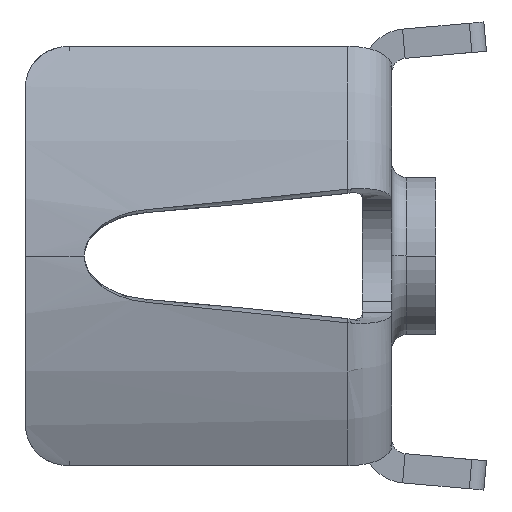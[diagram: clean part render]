
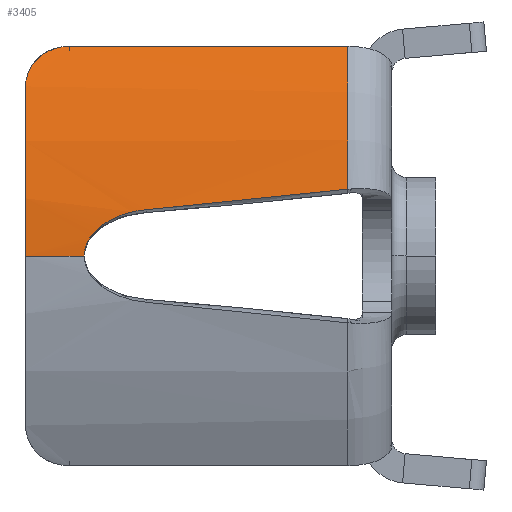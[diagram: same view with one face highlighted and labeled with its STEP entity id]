
A CAD part, front view. The second image highlights one B-rep face of the part: STEP entity #3405.
In plain terms, the highlighted cylindrical face has radius 31.542 mm (diameter 63.083 mm), a partial arc.
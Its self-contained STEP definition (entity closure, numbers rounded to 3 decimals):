
#903=CARTESIAN_POINT('',(-3.,-98.668,4.561));
#921=CARTESIAN_POINT('',(-21.,-99.,0.));
#922=CARTESIAN_POINT('',(-21.,-99.,0.375));
#923=CARTESIAN_POINT('',(-20.788,-98.986,1.128));
#924=CARTESIAN_POINT('',(-19.869,-98.932,2.132));
#925=CARTESIAN_POINT('',(-18.459,-98.87,2.877));
#926=CARTESIAN_POINT('',(-17.312,-98.845,3.12));
#927=CARTESIAN_POINT('',(-16.726,-98.841,3.161));
#929=CARTESIAN_POINT('',(-3.,-67.458,
0.));
#930=DIRECTION('',(1.,0.,0.));
#931=DIRECTION('',(0.,-0.891,0.454));
#932=AXIS2_PLACEMENT_3D('',#929,#930,#931);
#934=CARTESIAN_POINT('',(-3.,-98.668,4.561));
#935=CARTESIAN_POINT('',(-5.28,-98.717,4.226));
#936=CARTESIAN_POINT('',(-9.851,-98.785,3.696));
#937=CARTESIAN_POINT('',(-14.433,-98.825,3.323));
#938=CARTESIAN_POINT('',(-16.726,-98.841,3.161));
#967=DIRECTION('',(-1.,0.,0.));
#968=VECTOR('',#967,19.);
#969=CARTESIAN_POINT('',(-3.,-95.564,14.315));
#970=LINE('',#969,#968);
#989=CARTESIAN_POINT('',(-22.,-95.564,14.315));
#990=CARTESIAN_POINT('',(-22.262,-95.564,14.315));
#991=CARTESIAN_POINT('',(-22.786,-95.596,14.254));
#992=CARTESIAN_POINT('',(-23.519,-95.732,13.983));
#993=CARTESIAN_POINT('',(-24.147,-95.944,13.548));
#994=CARTESIAN_POINT('',(-24.629,-96.209,12.978));
#995=CARTESIAN_POINT('',(-24.931,-96.503,12.308));
#996=CARTESIAN_POINT('',(-25.,-96.702,11.822));
#997=CARTESIAN_POINT('',(-25.,-96.798,11.577));
#999=CARTESIAN_POINT('',(-25.,-67.458,0.));
#1000=DIRECTION('',(1.,0.,0.));
#1001=DIRECTION('',(0.,-0.93,0.367));
#1002=AXIS2_PLACEMENT_3D('',#999,#1000,#1001);
#1082=DIRECTION('',(-1.,0.,0.));
#1083=VECTOR('',#1082,4.);
#1084=CARTESIAN_POINT('',(-21.,-99.,0.));
#1085=LINE('',#1084,#1083);
#1837=VERTEX_POINT('',#903);
#1838=CARTESIAN_POINT('',(-3.,-95.564,
14.315));
#1839=VERTEX_POINT('',#1838);
#1840=VERTEX_POINT('',#921);
#1841=VERTEX_POINT('',#927);
#1842=CARTESIAN_POINT('',(-25.,-99.,0.));
#1843=VERTEX_POINT('',#1842);
#1844=CARTESIAN_POINT('',(-25.,-96.798,11.577));
#1845=VERTEX_POINT('',#1844);
#1846=VERTEX_POINT('',#989);
#3386=CARTESIAN_POINT('',(-1.,-67.458,0.));
#3387=DIRECTION('',(1.,0.,0.));
#3388=DIRECTION('',(0.,0.891,-0.454));
#3389=AXIS2_PLACEMENT_3D('',#3386,#3387,#3388);
#3390=CYLINDRICAL_SURFACE('',#3389,31.542);
#3392=ORIENTED_EDGE('',*,*,#3391,.F.);
#3394=ORIENTED_EDGE('',*,*,#3393,.T.);
#3396=ORIENTED_EDGE('',*,*,#3395,.F.);
#3398=ORIENTED_EDGE('',*,*,#3397,.F.);
#3400=ORIENTED_EDGE('',*,*,#3399,.F.);
#3401=ORIENTED_EDGE('',*,*,#3306,.T.);
#3402=ORIENTED_EDGE('',*,*,#3376,.T.);
#3403=EDGE_LOOP('',(#3392,#3394,#3396,#3398,#3400,#3401,#3402));
#3404=FACE_OUTER_BOUND('',#3403,.F.);
#3405=ADVANCED_FACE('',(#3404),#3390,.T.);
#928=B_SPLINE_CURVE_WITH_KNOTS('',3,(#921,#922,#923,#924,#925,#926,#927),
.UNSPECIFIED.,.F.,.F.,(4,1,1,1,4),(0.,0.25,0.5,0.75,1.),
.UNSPECIFIED.);
#933=CIRCLE('',#932,31.542);
#939=B_SPLINE_CURVE_WITH_KNOTS('',3,(#934,#935,#936,#937,#938),.UNSPECIFIED.,
.F.,.F.,(4,1,4),(0.,0.5,1.),.UNSPECIFIED.);
#998=B_SPLINE_CURVE_WITH_KNOTS('',3,(#989,#990,#991,#992,#993,#994,#995,#996,
#997),.UNSPECIFIED.,.F.,.F.,(4,1,1,1,1,1,4),(0.,0.167,
0.333,0.5,0.667,0.833,1.),
.UNSPECIFIED.);
#1003=CIRCLE('',#1002,31.542);
#3306=EDGE_CURVE('',#1839,#1837,#933,.T.);
#3376=EDGE_CURVE('',#1837,#1841,#939,.T.);
#3391=EDGE_CURVE('',#1840,#1841,#928,.T.);
#3393=EDGE_CURVE('',#1840,#1843,#1085,.T.);
#3395=EDGE_CURVE('',#1845,#1843,#1003,.T.);
#3397=EDGE_CURVE('',#1846,#1845,#998,.T.);
#3399=EDGE_CURVE('',#1839,#1846,#970,.T.);
